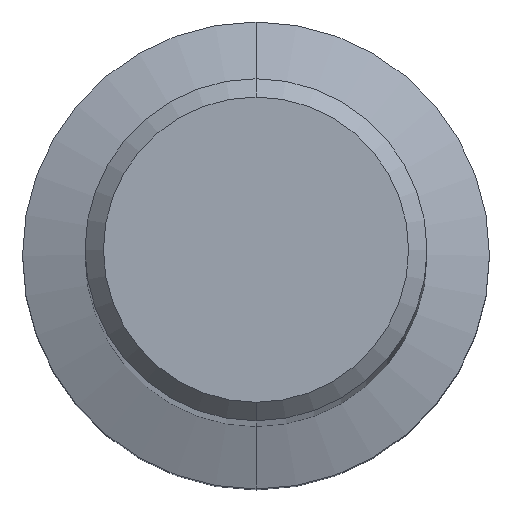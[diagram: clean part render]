
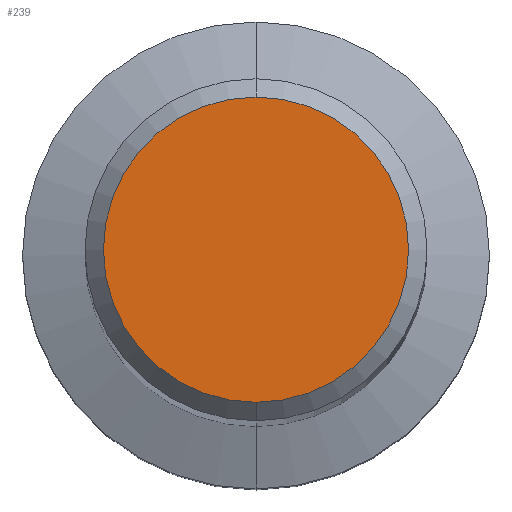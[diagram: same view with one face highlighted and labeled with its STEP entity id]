
A CAD part, top view. The second image highlights one B-rep face of the part: STEP entity #239.
In plain terms, the highlighted planar face has unit normal (0, 0, 1).
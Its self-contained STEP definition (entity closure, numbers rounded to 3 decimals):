
#181=EDGE_CURVE('',#241,#189,#391,.T.);
#189=VERTEX_POINT('',#399);
#239=ADVANCED_FACE('',(#454),#455,.T.);
#241=VERTEX_POINT('',#457);
#249=EDGE_CURVE('',#189,#241,#467,.T.);
#391=CIRCLE('',#627,4.15);
#399=CARTESIAN_POINT('',(0.0,4.15,0.0));
#454=FACE_OUTER_BOUND('',#707,.T.);
#455=PLANE('',#708);
#457=CARTESIAN_POINT('',(0.,-4.15,0.0));
#467=CIRCLE('',#720,4.15);
#627=AXIS2_PLACEMENT_3D('',#901,#902,#903);
#707=EDGE_LOOP('',(#971,#972));
#708=AXIS2_PLACEMENT_3D('',#973,#974,#975);
#720=AXIS2_PLACEMENT_3D('',#993,#994,#995);
#901=CARTESIAN_POINT('',(0.0,0.0,0.0));
#902=DIRECTION('',(0.0,0.0,-1.0));
#903=DIRECTION('',(0.0,1.0,0.0));
#971=ORIENTED_EDGE('',*,*,#249,.F.);
#972=ORIENTED_EDGE('',*,*,#181,.F.);
#973=CARTESIAN_POINT('',(0.0,2.075,0.0));
#974=DIRECTION('',(-0.0,0.0,1.0));
#975=DIRECTION('',(0.0,-1.0,0.0));
#993=CARTESIAN_POINT('',(0.0,0.0,0.0));
#994=DIRECTION('',(0.0,0.0,-1.0));
#995=DIRECTION('',(0.0,1.0,0.0));
